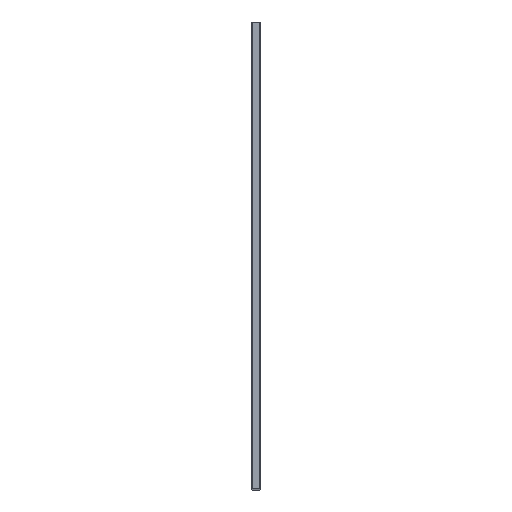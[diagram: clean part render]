
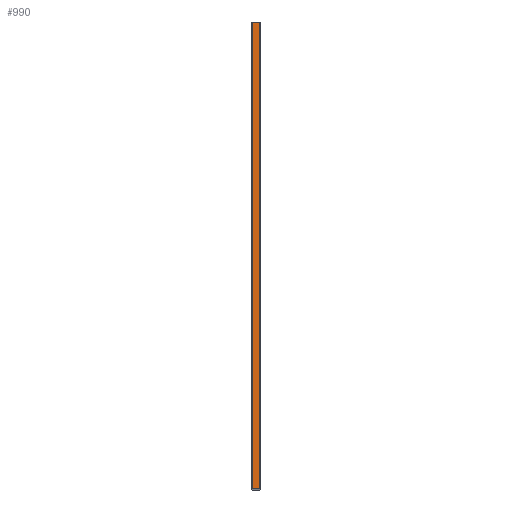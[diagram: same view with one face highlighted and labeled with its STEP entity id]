
A CAD part, top view. The second image highlights one B-rep face of the part: STEP entity #990.
In plain terms, the highlighted planar face has unit normal (0, 0, 1).
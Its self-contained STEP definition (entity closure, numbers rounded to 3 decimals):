
#150 = DIRECTION ( 'NONE',  ( 1., 0., 0. ) ) ;
#182 = CARTESIAN_POINT ( 'NONE',  ( -15.5, 1960., 20. ) ) ;
#768 = ORIENTED_EDGE ( 'NONE', *, *, #6245, .F. ) ;
#806 = EDGE_CURVE ( 'NONE', #3605, #6772, #3370, .T. ) ;
#926 = VECTOR ( 'NONE', #7534, 1000. ) ;
#990 = ADVANCED_FACE ( 'NONE', ( #3886 ), #1892, .F. ) ;
#1353 = VECTOR ( 'NONE', #150, 1000. ) ;
#1376 = CARTESIAN_POINT ( 'NONE',  ( -15.5, 1960., 20. ) ) ;
#1488 = ORIENTED_EDGE ( 'NONE', *, *, #2482, .T. ) ;
#1892 = PLANE ( 'NONE',  #3526 ) ;
#2084 = DIRECTION ( 'NONE',  ( 0., -1., 0. ) ) ;
#2482 = EDGE_CURVE ( 'NONE', #3605, #4171, #7935, .T. ) ;
#2538 = DIRECTION ( 'NONE',  ( 0., -1., 0. ) ) ;
#2621 = CARTESIAN_POINT ( 'NONE',  ( -15.5, 1980., 20. ) ) ;
#3176 = LINE ( 'NONE', #8379, #6748 ) ;
#3370 = LINE ( 'NONE', #2621, #1353 ) ;
#3468 = CARTESIAN_POINT ( 'NONE',  ( -15.5, 1980., 20. ) ) ;
#3526 = AXIS2_PLACEMENT_3D ( 'NONE', #1376, #3847, #4574 ) ;
#3605 = VERTEX_POINT ( 'NONE', #3468 ) ;
#3847 = DIRECTION ( 'NONE',  ( 0., 0., -1. ) ) ;
#3886 = FACE_OUTER_BOUND ( 'NONE', #6715, .T. ) ;
#4171 = VERTEX_POINT ( 'NONE', #4684 ) ;
#4574 = DIRECTION ( 'NONE',  ( -1., 0., 0. ) ) ;
#4684 = CARTESIAN_POINT ( 'NONE',  ( -15.5, -20., 20. ) ) ;
#4871 = LINE ( 'NONE', #4963, #926 ) ;
#4963 = CARTESIAN_POINT ( 'NONE',  ( -15.5, -20., 20. ) ) ;
#5019 = EDGE_CURVE ( 'NONE', #6772, #7208, #3176, .T. ) ;
#6245 = EDGE_CURVE ( 'NONE', #7208, #4171, #4871, .T. ) ;
#6449 = ORIENTED_EDGE ( 'NONE', *, *, #5019, .F. ) ;
#6657 = ORIENTED_EDGE ( 'NONE', *, *, #806, .F. ) ;
#6715 = EDGE_LOOP ( 'NONE', ( #768, #6449, #6657, #1488 ) ) ;
#6748 = VECTOR ( 'NONE', #2538, 1000. ) ;
#6772 = VERTEX_POINT ( 'NONE', #7772 ) ;
#7208 = VERTEX_POINT ( 'NONE', #8232 ) ;
#7393 = VECTOR ( 'NONE', #2084, 1000. ) ;
#7534 = DIRECTION ( 'NONE',  ( -1., 0., 0. ) ) ;
#7772 = CARTESIAN_POINT ( 'NONE',  ( 15.5, 1980., 20. ) ) ;
#7935 = LINE ( 'NONE', #182, #7393 ) ;
#8232 = CARTESIAN_POINT ( 'NONE',  ( 15.5, -20., 20. ) ) ;
#8379 = CARTESIAN_POINT ( 'NONE',  ( 15.5, 1960., 20. ) ) ;
